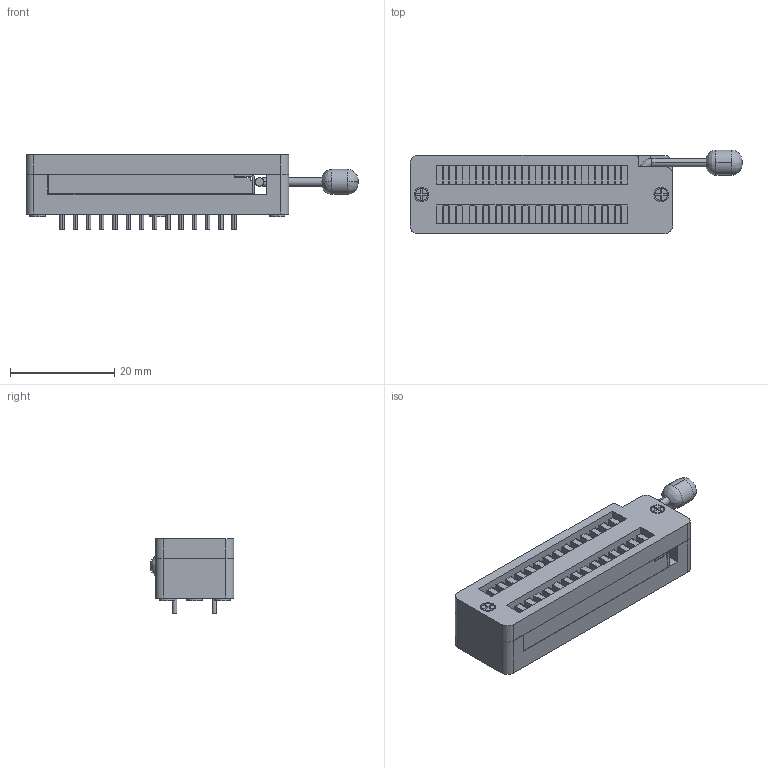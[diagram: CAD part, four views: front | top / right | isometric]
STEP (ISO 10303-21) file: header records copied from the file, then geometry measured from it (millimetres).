
FILE_DESCRIPTION (( 'STEP AP214' ), '1' );
FILE_NAME ('User Library-ZIF-Socket-28-pin.STEP', '2021-06-20T13:20:24', ( '' ), ( '' ), 'SwSTEP 2.0', 'SolidWorks 2021', '' );
FILE_SCHEMA (( 'AUTOMOTIVE_DESIGN' ));
Length unit declared in the file: millimetre
Products named in the file (10): Contacts; Push-Bar; Lever-Tip; Pins001; Lever-Bar; Top-Shape; Bottom-Shape; Screw001; Screw002; User Library-ZIF-Socket-28-pin
Assembly tree (9 placements, depth 2):
  User Library-ZIF-Socket-28-pin
    Contacts
    Pins001
    Screw002
    Bottom-Shape
    Lever-Tip
    Top-Shape
    Push-Bar
    Lever-Bar
    Screw001
Bounding box: 63.7 x 16.03 x 14.45 mm (x, y, z)
Volume: 7989.5 mm3; surface area: 8062.1 mm2
Topology: 92 solids, 92 shells, 698 faces, 1503 edges, 1002 vertices
Faces by surface type: plane 595, cylinder 97, bspline 6
Entity records: 23901 total; most frequent: CARTESIAN_POINT 3489, DIRECTION 3107, ORIENTED_EDGE 3006, EDGE_CURVE 1503, LINE 1291, VECTOR 1291, VERTEX_POINT 1002, AXIS2_PLACEMENT_3D 908
